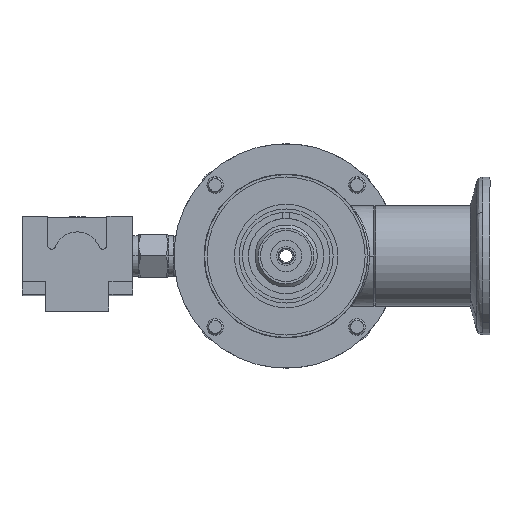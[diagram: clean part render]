
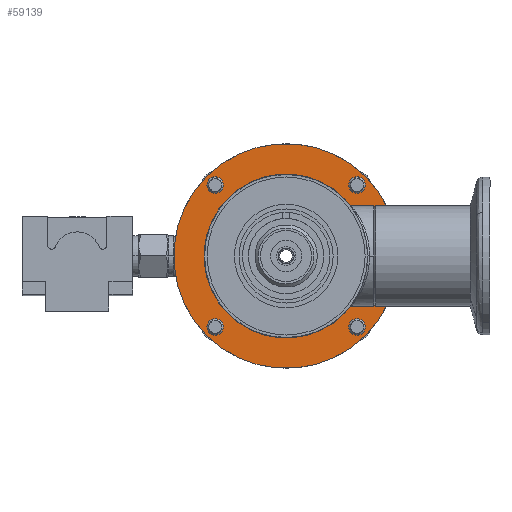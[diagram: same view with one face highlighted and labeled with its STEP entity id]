
A CAD part, front view. The second image highlights one B-rep face of the part: STEP entity #59139.
In plain terms, the highlighted planar face has unit normal (0, -1, 0).
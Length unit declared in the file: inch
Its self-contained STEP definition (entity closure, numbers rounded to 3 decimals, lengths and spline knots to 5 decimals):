
#193 = VERTEX_POINT ( 'NONE', #52655 ) ;
#377 = EDGE_CURVE ( 'NONE', #11549, #57696, #76954, .T. ) ;
#595 = CIRCLE ( 'NONE', #10885, 0.068 ) ;
#626 = AXIS2_PLACEMENT_3D ( 'NONE', #36336, #60598, #53714 ) ;
#772 = AXIS2_PLACEMENT_3D ( 'NONE', #52264, #15634, #58799 ) ;
#1218 = DIRECTION ( 'NONE',  ( -0.707, 0., 0.707 ) ) ;
#1956 = AXIS2_PLACEMENT_3D ( 'NONE', #60295, #30051, #23948 ) ;
#2054 = EDGE_CURVE ( 'NONE', #51999, #193, #73679, .T. ) ;
#3043 = CIRCLE ( 'NONE', #73854, 0.8175 ) ;
#4794 = CARTESIAN_POINT ( 'NONE',  ( 1.22082, 3.19575, 2.73858 ) ) ;
#5994 = EDGE_LOOP ( 'NONE', ( #72486, #50404 ) ) ;
#6417 = ORIENTED_EDGE ( 'NONE', *, *, #46395, .F. ) ;
#6482 = CARTESIAN_POINT ( 'NONE',  ( 1.22082, 3.19575, 2.73858 ) ) ;
#6859 = DIRECTION ( 'NONE',  ( 0., 1., 0. ) ) ;
#7377 = ORIENTED_EDGE ( 'NONE', *, *, #35700, .T. ) ;
#7537 = CARTESIAN_POINT ( 'NONE',  ( 0.64276, 3.19575, 3.31664 ) ) ;
#9464 = VERTEX_POINT ( 'NONE', #76113 ) ;
#10613 = ORIENTED_EDGE ( 'NONE', *, *, #76324, .T. ) ;
#10786 = DIRECTION ( 'NONE',  ( 0., 1., 0. ) ) ;
#10885 = AXIS2_PLACEMENT_3D ( 'NONE', #77094, #21863, #46408 ) ;
#11549 = VERTEX_POINT ( 'NONE', #47006 ) ;
#11653 = CIRCLE ( 'NONE', #43856, 0.068 ) ;
#12304 = VERTEX_POINT ( 'NONE', #58700 ) ;
#12902 = DIRECTION ( 'NONE',  ( 0., 1., 0. ) ) ;
#13920 = CARTESIAN_POINT ( 'NONE',  ( 0.46563, 3.19575, 2.07956 ) ) ;
#14625 = DIRECTION ( 'NONE',  ( 0., 1., 0. ) ) ;
#14888 = VERTEX_POINT ( 'NONE', #43724 ) ;
#15114 = DIRECTION ( 'NONE',  ( -0.707, 0., 0.707 ) ) ;
#15634 = DIRECTION ( 'NONE',  ( 0., 1., 0. ) ) ;
#16009 = EDGE_CURVE ( 'NONE', #55724, #73369, #78766, .T. ) ;
#17256 = CARTESIAN_POINT ( 'NONE',  ( 0.5618, 3.19575, 3.3976 ) ) ;
#19596 = AXIS2_PLACEMENT_3D ( 'NONE', #68173, #12902, #1218 ) ;
#19628 = EDGE_CURVE ( 'NONE', #14888, #45747, #70409, .T. ) ;
#19959 = CARTESIAN_POINT ( 'NONE',  ( 0.64276, 3.19575, 2.16052 ) ) ;
#21229 = CIRCLE ( 'NONE', #626, 0.068 ) ;
#21863 = DIRECTION ( 'NONE',  ( 0., 1., 0. ) ) ;
#22753 = DIRECTION ( 'NONE',  ( 0., 1., 0. ) ) ;
#23178 = ORIENTED_EDGE ( 'NONE', *, *, #61595, .T. ) ;
#23524 = EDGE_CURVE ( 'NONE', #77754, #9464, #34133, .T. ) ;
#23948 = DIRECTION ( 'NONE',  ( -0.707, 0., 0.707 ) ) ;
#25432 = AXIS2_PLACEMENT_3D ( 'NONE', #77137, #14625, #27560 ) ;
#26958 = CARTESIAN_POINT ( 'NONE',  ( 2.01278, 3.19575, 1.94662 ) ) ;
#27560 = DIRECTION ( 'NONE',  ( -0.707, 0., 0.707 ) ) ;
#28073 = CARTESIAN_POINT ( 'NONE',  ( 1.97601, 3.19575, 1.98339 ) ) ;
#29557 = AXIS2_PLACEMENT_3D ( 'NONE', #19959, #75601, #59092 ) ;
#29573 = EDGE_CURVE ( 'NONE', #32400, #12304, #11653, .T. ) ;
#29967 = DIRECTION ( 'NONE',  ( -0.707, 0., 0.707 ) ) ;
#30051 = DIRECTION ( 'NONE',  ( 0., 1., 0. ) ) ;
#30272 = DIRECTION ( 'NONE',  ( 0., 1., 0. ) ) ;
#30434 = ORIENTED_EDGE ( 'NONE', *, *, #29573, .T. ) ;
#31023 = DIRECTION ( 'NONE',  ( -0.707, 0., 0.707 ) ) ;
#32258 = EDGE_LOOP ( 'NONE', ( #7377, #30434 ) ) ;
#32400 = VERTEX_POINT ( 'NONE', #59736 ) ;
#32422 = EDGE_CURVE ( 'NONE', #73369, #55724, #595, .T. ) ;
#34133 = CIRCLE ( 'NONE', #1956, 0.8175 ) ;
#34993 = DIRECTION ( 'NONE',  ( -0.707, 0., 0.707 ) ) ;
#35523 = CIRCLE ( 'NONE', #772, 0.068 ) ;
#35700 = EDGE_CURVE ( 'NONE', #12304, #32400, #21229, .T. ) ;
#36336 = CARTESIAN_POINT ( 'NONE',  ( 1.92793, 3.19575, 3.44569 ) ) ;
#36657 = DIRECTION ( 'NONE',  ( -0.707, 0., 0.707 ) ) ;
#38492 = FACE_BOUND ( 'NONE', #32258, .T. ) ;
#38875 = FACE_BOUND ( 'NONE', #52234, .T. ) ;
#40050 = ORIENTED_EDGE ( 'NONE', *, *, #2054, .T. ) ;
#41884 = ORIENTED_EDGE ( 'NONE', *, *, #377, .T. ) ;
#42417 = CARTESIAN_POINT ( 'NONE',  ( 1.87984, 3.19575, 2.07956 ) ) ;
#43724 = CARTESIAN_POINT ( 'NONE',  ( 0.42886, 3.19575, 3.53054 ) ) ;
#43856 = AXIS2_PLACEMENT_3D ( 'NONE', #74248, #72660, #29967 ) ;
#44126 = FACE_OUTER_BOUND ( 'NONE', #57304, .T. ) ;
#44629 = CIRCLE ( 'NONE', #56195, 0.068 ) ;
#45747 = VERTEX_POINT ( 'NONE', #26958 ) ;
#46395 = EDGE_CURVE ( 'NONE', #45747, #14888, #55755, .T. ) ;
#46408 = DIRECTION ( 'NONE',  ( -0.707, 0., 0.707 ) ) ;
#46517 = CARTESIAN_POINT ( 'NONE',  ( 0.51371, 3.19575, 2.03147 ) ) ;
#47006 = CARTESIAN_POINT ( 'NONE',  ( 0.46563, 3.19575, 3.49377 ) ) ;
#50149 = FACE_BOUND ( 'NONE', #67638, .T. ) ;
#50404 = ORIENTED_EDGE ( 'NONE', *, *, #32422, .T. ) ;
#50929 = FACE_BOUND ( 'NONE', #63389, .T. ) ;
#51999 = VERTEX_POINT ( 'NONE', #13920 ) ;
#52101 = EDGE_CURVE ( 'NONE', #193, #51999, #44629, .T. ) ;
#52234 = EDGE_LOOP ( 'NONE', ( #68751, #23178 ) ) ;
#52264 = CARTESIAN_POINT ( 'NONE',  ( 0.51371, 3.19575, 3.44569 ) ) ;
#52655 = CARTESIAN_POINT ( 'NONE',  ( 0.5618, 3.19575, 1.98339 ) ) ;
#53714 = DIRECTION ( 'NONE',  ( -0.707, 0., 0.707 ) ) ;
#55144 = DIRECTION ( 'NONE',  ( 0., 1., 0. ) ) ;
#55206 = CARTESIAN_POINT ( 'NONE',  ( 1.22082, 3.19575, 2.73858 ) ) ;
#55724 = VERTEX_POINT ( 'NONE', #42417 ) ;
#55755 = CIRCLE ( 'NONE', #71313, 1.12 ) ;
#56195 = AXIS2_PLACEMENT_3D ( 'NONE', #46517, #22753, #15114 ) ;
#57304 = EDGE_LOOP ( 'NONE', ( #75687, #6417 ) ) ;
#57696 = VERTEX_POINT ( 'NONE', #17256 ) ;
#58700 = CARTESIAN_POINT ( 'NONE',  ( 1.87984, 3.19575, 3.49377 ) ) ;
#58799 = DIRECTION ( 'NONE',  ( -0.707, 0., 0.707 ) ) ;
#59092 = DIRECTION ( 'NONE',  ( -0.707, 0., 0.707 ) ) ;
#59139 = ADVANCED_FACE ( 'NONE', ( #74013, #38492, #50929, #50149, #44126, #38875 ), #75198, .F. ) ;
#59736 = CARTESIAN_POINT ( 'NONE',  ( 1.97601, 3.19575, 3.3976 ) ) ;
#60295 = CARTESIAN_POINT ( 'NONE',  ( 1.22082, 3.19575, 2.73858 ) ) ;
#60598 = DIRECTION ( 'NONE',  ( 0., 1., 0. ) ) ;
#60710 = AXIS2_PLACEMENT_3D ( 'NONE', #72933, #55144, #31023 ) ;
#61595 = EDGE_CURVE ( 'NONE', #9464, #77754, #3043, .T. ) ;
#63389 = EDGE_LOOP ( 'NONE', ( #41884, #10613 ) ) ;
#65274 = AXIS2_PLACEMENT_3D ( 'NONE', #6482, #6859, #36657 ) ;
#66312 = ORIENTED_EDGE ( 'NONE', *, *, #52101, .T. ) ;
#67356 = DIRECTION ( 'NONE',  ( -0.707, 0., 0.707 ) ) ;
#67638 = EDGE_LOOP ( 'NONE', ( #40050, #66312 ) ) ;
#68173 = CARTESIAN_POINT ( 'NONE',  ( 0.51371, 3.19575, 2.03147 ) ) ;
#68751 = ORIENTED_EDGE ( 'NONE', *, *, #23524, .T. ) ;
#70409 = CIRCLE ( 'NONE', #65274, 1.12 ) ;
#71313 = AXIS2_PLACEMENT_3D ( 'NONE', #4794, #10786, #34993 ) ;
#72486 = ORIENTED_EDGE ( 'NONE', *, *, #16009, .T. ) ;
#72660 = DIRECTION ( 'NONE',  ( 0., 1., 0. ) ) ;
#72933 = CARTESIAN_POINT ( 'NONE',  ( 1.92793, 3.19575, 2.03147 ) ) ;
#73369 = VERTEX_POINT ( 'NONE', #28073 ) ;
#73679 = CIRCLE ( 'NONE', #19596, 0.068 ) ;
#73854 = AXIS2_PLACEMENT_3D ( 'NONE', #55206, #30272, #67356 ) ;
#74013 = FACE_BOUND ( 'NONE', #5994, .T. ) ;
#74248 = CARTESIAN_POINT ( 'NONE',  ( 1.92793, 3.19575, 3.44569 ) ) ;
#75198 = PLANE ( 'NONE',  #29557 ) ;
#75601 = DIRECTION ( 'NONE',  ( 0., 1., 0. ) ) ;
#75687 = ORIENTED_EDGE ( 'NONE', *, *, #19628, .F. ) ;
#76113 = CARTESIAN_POINT ( 'NONE',  ( 1.79888, 3.19575, 2.16052 ) ) ;
#76324 = EDGE_CURVE ( 'NONE', #57696, #11549, #35523, .T. ) ;
#76954 = CIRCLE ( 'NONE', #25432, 0.068 ) ;
#77094 = CARTESIAN_POINT ( 'NONE',  ( 1.92793, 3.19575, 2.03147 ) ) ;
#77137 = CARTESIAN_POINT ( 'NONE',  ( 0.51371, 3.19575, 3.44569 ) ) ;
#77754 = VERTEX_POINT ( 'NONE', #7537 ) ;
#78766 = CIRCLE ( 'NONE', #60710, 0.068 ) ;
